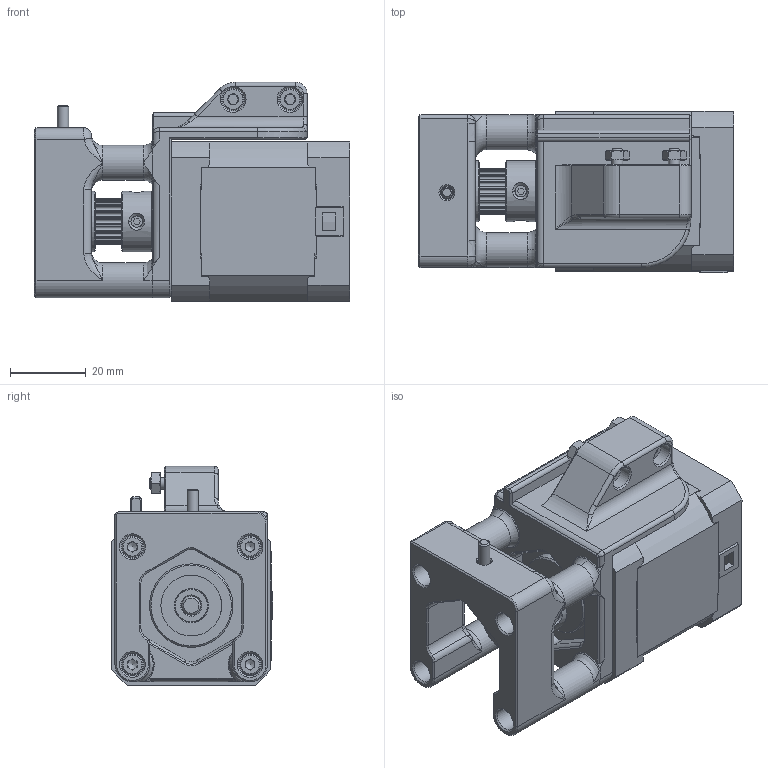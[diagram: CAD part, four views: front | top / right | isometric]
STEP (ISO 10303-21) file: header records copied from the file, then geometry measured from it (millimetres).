
FILE_DESCRIPTION(/* description */ ('','CAx-IF Rec.Pracs.---Representation and Presentation of Product Manufacturing Information (PMI)---4.0---2014-10-13'),/* implementation_level */ '2;1');
FILE_NAME(/* name */ 'YAT-Zero_Z_Rear_OPTION1_Nema17.step',/* time_stamp */ '2025-02-07T22:24:05-05:00',/* author */ (''),/* organization */ (''),/* preprocessor_version */ 'ST-DEVELOPER v20',/* originating_system */ 'Autodesk Translation Framework v13.20.0.188',/* authorisation */ '');
FILE_SCHEMA (('AP242_MANAGED_MODEL_BASED_3D_ENGINEERING_MIM_LF { 1 0 10303 442 1 1 4 }'));
Products named in the file (10): YAT-Zero_Steppers; NEMA17 Stepper (1); z_drive_frame_rear_PANDORAS_BOX; z_drive_frame_rear_nema17_a; z_drive_frame_rear_nema17_b; Hardware (18) (1); GT2 20T 6mm (2); M3x12 SHCS v3; M3 Hex Nut v4 (15); M3x30 SHCS v3
Assembly tree (15 placements, depth 4):
  YAT-Zero_Steppers
    NEMA17 Stepper (1)
    z_drive_frame_rear_PANDORAS_BOX
      z_drive_frame_rear_nema17_a
      z_drive_frame_rear_nema17_b
      Hardware (18) (1)
        GT2 20T 6mm (2)
        M3x12 SHCS v3  x3
        M3 Hex Nut v4 (15)  x2
        M3x30 SHCS v3  x4
Bounding box: 83 x 42.61 x 57.81 mm (x, y, z)
Volume: 78518 mm3; surface area: 58163.2 mm2
Topology: 16 solids, 16 shells, 1940 faces, 6362 edges, 4124 vertices
Faces by surface type: plane 889, cylinder 788, cone 180, bspline 43, torus 40
Full cylindrical faces by diameter (mm): 2.464 x4, 2.5 x8, 2.997 x4, 3 x13, 3.4 x15, 4.991 x1, 5 x1, 5.001 x2, 5.182 x1, 5.5 x7, 6 x7, 6.5 x1, 7.468 x1, 7.81 x1, 7.811 x3, 7.823 x4, 8.141 x4, 9 x1, 9.2 x4, 12 x2, 12.103 x4, 13.208 x4, 15.999 x2, 16 x4, 22 x1, 26 x2, 26.8 x2, 32 x1
Entity records: 71363 total; most frequent: CARTESIAN_POINT 15522, ORIENTED_EDGE 12174, DIRECTION 11999, EDGE_CURVE 6087, AXIS2_PLACEMENT_3D 4296, VERTEX_POINT 3971, LINE 3407, VECTOR 3407
